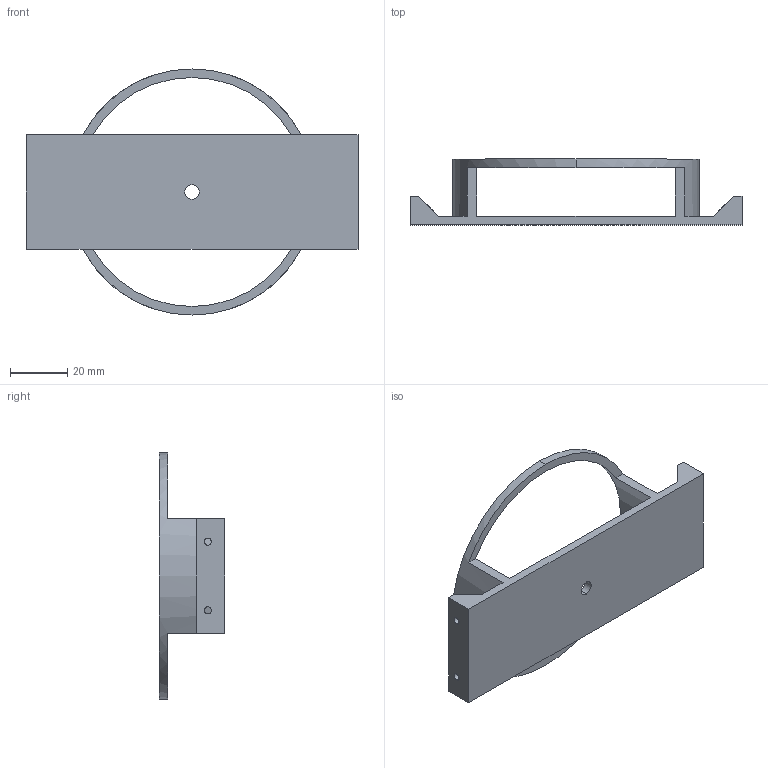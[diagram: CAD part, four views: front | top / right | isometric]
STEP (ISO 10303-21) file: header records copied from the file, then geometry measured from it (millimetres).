
FILE_DESCRIPTION (( 'STEP AP203' ), '1' );
FILE_NAME ('萇棠沺嘐隅.STEP', '2025-10-20T02:21:24', ( '' ), ( '' ), 'SwSTEP 2.0', 'SolidWorks 2025', '' );
FILE_SCHEMA (( 'CONFIG_CONTROL_DESIGN' ));
Length unit declared in the file: millimetre
Products named in the file (1): 电磁铁固定
Bounding box: 116 x 23 x 86 mm (x, y, z)
Volume: 23967.9 mm3; surface area: 17070.1 mm2
Topology: 1 solids, 1 shells, 29 faces, 90 edges, 60 vertices
Faces by surface type: plane 15, cylinder 14
Entity records: 1117 total; most frequent: CARTESIAN_POINT 204, ORIENTED_EDGE 180, DIRECTION 170, EDGE_CURVE 90, VERTEX_POINT 60, AXIS2_PLACEMENT_3D 58, LINE 54, VECTOR 54
